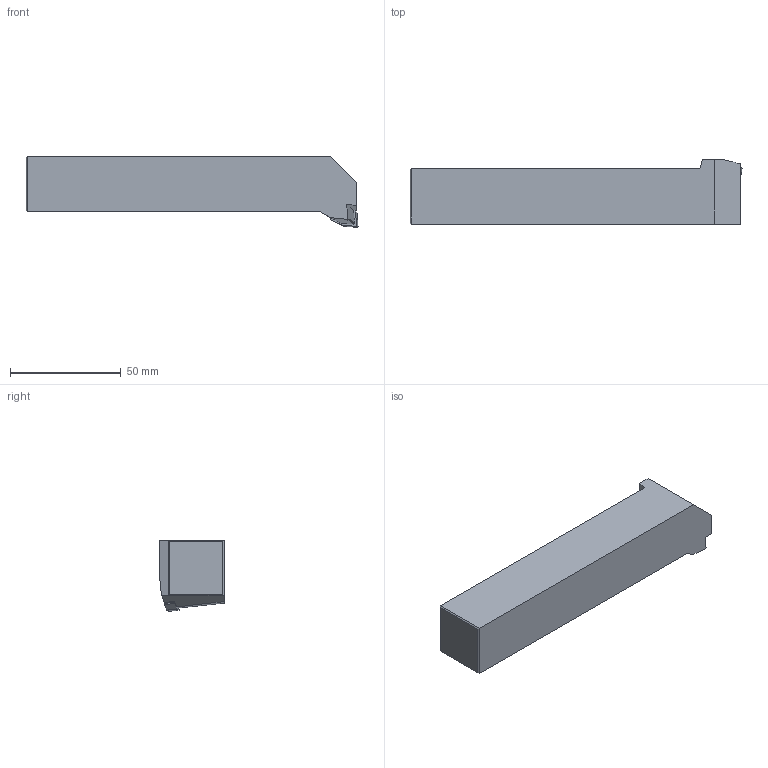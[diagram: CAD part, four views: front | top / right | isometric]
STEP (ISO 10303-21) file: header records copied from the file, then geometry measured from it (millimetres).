
FILE_DESCRIPTION((''),'2;1');
FILE_NAME('7054212500_ASM','2020-11-10T16:49:35',('schmidtst'),(''),'CREO PARAMETRIC BY PTC INC, 2020053','CREO PARAMETRIC BY PTC INC, 2020053','');
FILE_SCHEMA(('AP242_MANAGED_MODEL_BASED_3D_ENGINEERING_MIM_LF { 1 0 10303 442 1 1 4 }'));
Length unit declared in the file: millimetre
Products named in the file (3): 7054212500NC; 7054212500C; 7054212500_ASM
Assembly tree (2 placements, depth 2):
  7054212500_ASM
    7054212500NC
    7054212500C
Bounding box: 150 x 29 x 32 mm (x, y, z)
Volume: 93740 mm3; surface area: 16670.7 mm2
Topology: 2 solids, 2 shells, 43 faces, 143 edges, 106 vertices
Faces by surface type: plane 31, cylinder 8, cone 4
Entity records: 2981 total; most frequent: DIRECTION 339, CARTESIAN_POINT 313, ORIENTED_EDGE 218, PRESENTATION_STYLE_ASSIGNMENT 166, STYLED_ITEM 166, CURVE_STYLE 163, VECTOR 127, LINE 127
